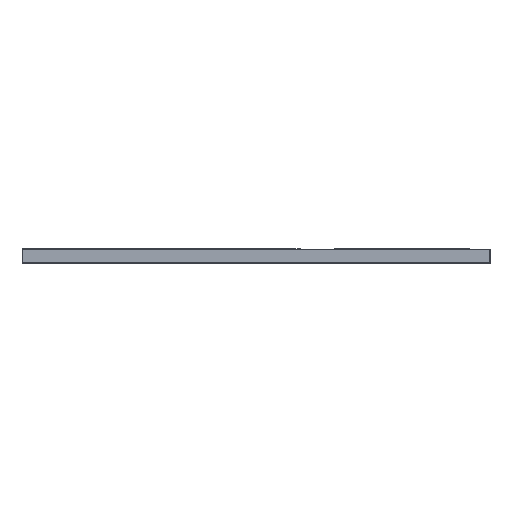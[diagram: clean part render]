
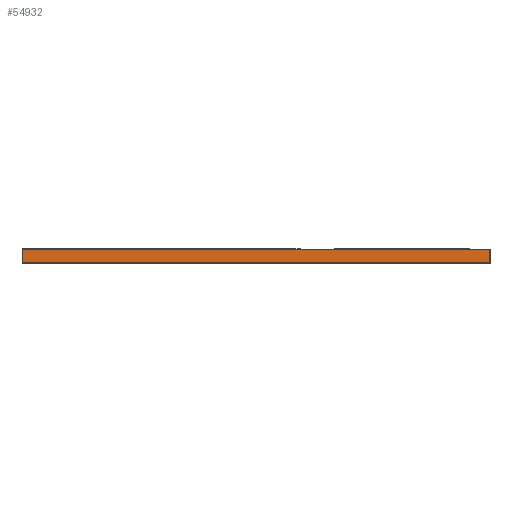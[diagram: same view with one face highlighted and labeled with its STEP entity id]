
A CAD part, left-side view. The second image highlights one B-rep face of the part: STEP entity #54932.
In plain terms, the highlighted planar face has unit normal (-1, 0, 0).
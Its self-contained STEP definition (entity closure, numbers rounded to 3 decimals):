
#54876 = VERTEX_POINT('',#54877);
#54877 = CARTESIAN_POINT('',(24.368,-118.88,1.51));
#54883 = EDGE_CURVE('',#54884,#54876,#54886,.T.);
#54884 = VERTEX_POINT('',#54885);
#54885 = CARTESIAN_POINT('',(24.368,-118.88,0.));
#54886 = LINE('',#54887,#54888);
#54887 = CARTESIAN_POINT('',(24.368,-118.88,0.));
#54888 = VECTOR('',#54889,1.);
#54889 = DIRECTION('',(0.,0.,1.));
#54932 = ADVANCED_FACE('',(#54933),#54958,.T.);
#54933 = FACE_BOUND('',#54934,.T.);
#54934 = EDGE_LOOP('',(#54935,#54936,#54944,#54952));
#54935 = ORIENTED_EDGE('',*,*,#54883,.T.);
#54936 = ORIENTED_EDGE('',*,*,#54937,.T.);
#54937 = EDGE_CURVE('',#54876,#54938,#54940,.T.);
#54938 = VERTEX_POINT('',#54939);
#54939 = CARTESIAN_POINT('',(24.368,-65.131,1.51));
#54940 = LINE('',#54941,#54942);
#54941 = CARTESIAN_POINT('',(24.368,-118.88,1.51));
#54942 = VECTOR('',#54943,1.);
#54943 = DIRECTION('',(0.,1.,0.));
#54944 = ORIENTED_EDGE('',*,*,#54945,.F.);
#54945 = EDGE_CURVE('',#54946,#54938,#54948,.T.);
#54946 = VERTEX_POINT('',#54947);
#54947 = CARTESIAN_POINT('',(24.368,-65.131,0.));
#54948 = LINE('',#54949,#54950);
#54949 = CARTESIAN_POINT('',(24.368,-65.131,0.));
#54950 = VECTOR('',#54951,1.);
#54951 = DIRECTION('',(0.,0.,1.));
#54952 = ORIENTED_EDGE('',*,*,#54953,.F.);
#54953 = EDGE_CURVE('',#54884,#54946,#54954,.T.);
#54954 = LINE('',#54955,#54956);
#54955 = CARTESIAN_POINT('',(24.368,-118.88,0.));
#54956 = VECTOR('',#54957,1.);
#54957 = DIRECTION('',(0.,1.,0.));
#54958 = PLANE('',#54959);
#54959 = AXIS2_PLACEMENT_3D('',#54960,#54961,#54962);
#54960 = CARTESIAN_POINT('',(24.368,-118.88,0.));
#54961 = DIRECTION('',(-1.,0.,0.));
#54962 = DIRECTION('',(0.,1.,0.));
